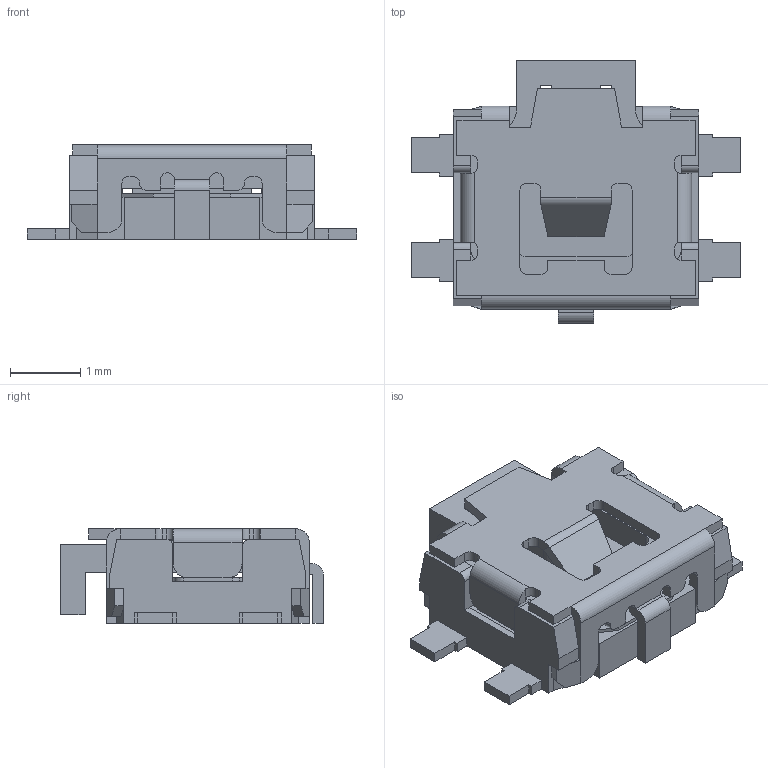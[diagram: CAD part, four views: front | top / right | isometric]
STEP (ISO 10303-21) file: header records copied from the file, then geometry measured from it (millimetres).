
FILE_DESCRIPTION(/* description */ (''),/* implementation_level */ '2;1');
FILE_NAME(/* name */ 'TL1016ABFxxxQG.stp',/* time_stamp */ '2022-07-12T10:22:41-05:00',/* author */ ('mroman'),/* organization */ (''),/* preprocessor_version */ 'ST-DEVELOPER v18.1',/* originating_system */ 'Autodesk Inventor 2020',/* authorisation */ '');
FILE_SCHEMA (('AUTOMOTIVE_DESIGN { 1 0 10303 214 3 1 1 }'));
Length unit declared in the file: millimetre
Products named in the file (1): TL1016ABFxxxQG
Bounding box: 4.7 x 3.75 x 1.35 mm (x, y, z)
Volume: 11.2 mm3; surface area: 84.7 mm2
Topology: 1 solids, 1 shells, 355 faces, 1023 edges, 642 vertices
Faces by surface type: plane 282, cylinder 73
Entity records: 11560 total; most frequent: CARTESIAN_POINT 2081, ORIENTED_EDGE 2054, DIRECTION 1881, EDGE_CURVE 1027, LINE 869, VECTOR 869, VERTEX_POINT 642, AXIS2_PLACEMENT_3D 506
